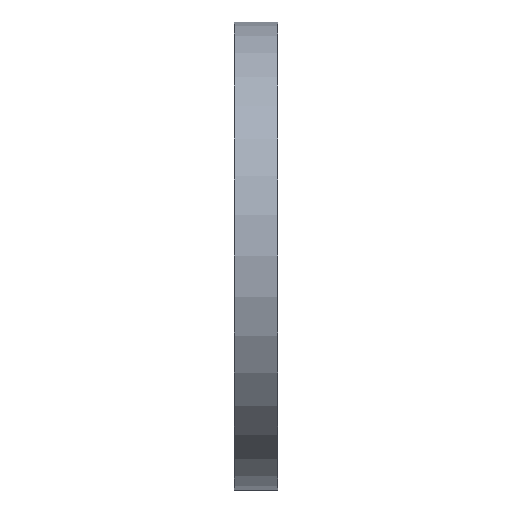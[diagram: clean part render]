
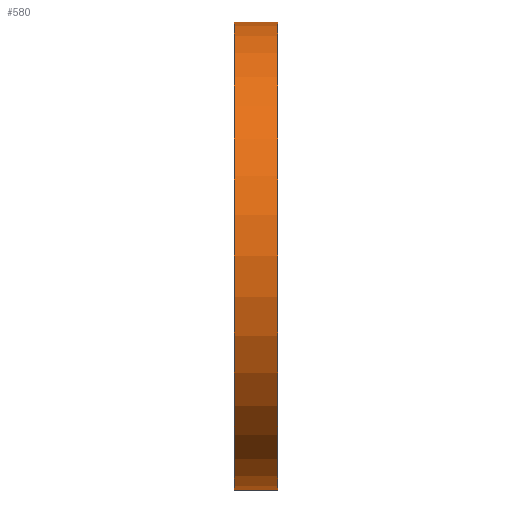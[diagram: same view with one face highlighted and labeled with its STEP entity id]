
A CAD part, front view. The second image highlights one B-rep face of the part: STEP entity #580.
In plain terms, the highlighted cylindrical face has radius 241.3 mm (diameter 482.6 mm), a partial arc.
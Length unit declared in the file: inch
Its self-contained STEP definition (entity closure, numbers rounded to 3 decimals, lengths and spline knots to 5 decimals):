
#12 = EDGE_LOOP ( 'NONE', ( #519, #1103, #924, #1581 ) ) ;
#16 = EDGE_CURVE ( 'NONE', #654, #59, #1350, .T. ) ;
#59 = VERTEX_POINT ( 'NONE', #1376 ) ;
#107 = DIRECTION ( 'NONE',  ( -1., 0., 0. ) ) ;
#162 = CARTESIAN_POINT ( 'NONE',  ( 1.8125, 0., 9.5 ) ) ;
#177 = VERTEX_POINT ( 'NONE', #811 ) ;
#185 = DIRECTION ( 'NONE',  ( -1., 0., 0. ) ) ;
#206 = DIRECTION ( 'NONE',  ( 0., 0., 1. ) ) ;
#277 = CYLINDRICAL_SURFACE ( 'NONE', #696, 9.5 ) ;
#298 = CARTESIAN_POINT ( 'NONE',  ( 0., 0., -9.5 ) ) ;
#315 = LINE ( 'NONE', #298, #479 ) ;
#370 = CARTESIAN_POINT ( 'NONE',  ( 0.0625, 0., 0. ) ) ;
#462 = CARTESIAN_POINT ( 'NONE',  ( 1.8125, 0., 0. ) ) ;
#469 = CARTESIAN_POINT ( 'NONE',  ( 0., 0., 9.5 ) ) ;
#479 = VECTOR ( 'NONE', #958, 39.37008 ) ;
#519 = ORIENTED_EDGE ( 'NONE', *, *, #1514, .F. ) ;
#580 = ADVANCED_FACE ( 'NONE', ( #820 ), #277, .T. ) ;
#654 = VERTEX_POINT ( 'NONE', #162 ) ;
#696 = AXIS2_PLACEMENT_3D ( 'NONE', #1175, #1181, #1191 ) ;
#731 = EDGE_CURVE ( 'NONE', #177, #654, #1521, .T. ) ;
#756 = CIRCLE ( 'NONE', #1629, 9.5 ) ;
#811 = CARTESIAN_POINT ( 'NONE',  ( 1.8125, 0., -9.5 ) ) ;
#820 = FACE_OUTER_BOUND ( 'NONE', #12, .T. ) ;
#924 = ORIENTED_EDGE ( 'NONE', *, *, #16, .T. ) ;
#958 = DIRECTION ( 'NONE',  ( -1., 0., 0. ) ) ;
#971 = CARTESIAN_POINT ( 'NONE',  ( 0.0625, 0., -9.5 ) ) ;
#1098 = VERTEX_POINT ( 'NONE', #971 ) ;
#1103 = ORIENTED_EDGE ( 'NONE', *, *, #731, .T. ) ;
#1175 = CARTESIAN_POINT ( 'NONE',  ( 0., 0., 0. ) ) ;
#1181 = DIRECTION ( 'NONE',  ( -1., 0., 0. ) ) ;
#1191 = DIRECTION ( 'NONE',  ( 0., 0., 1. ) ) ;
#1288 = EDGE_CURVE ( 'NONE', #1098, #59, #756, .T. ) ;
#1303 = VECTOR ( 'NONE', #1658, 39.37008 ) ;
#1307 = AXIS2_PLACEMENT_3D ( 'NONE', #462, #185, #1465 ) ;
#1350 = LINE ( 'NONE', #469, #1303 ) ;
#1376 = CARTESIAN_POINT ( 'NONE',  ( 0.0625, 0., 9.5 ) ) ;
#1465 = DIRECTION ( 'NONE',  ( 0., 0., 1. ) ) ;
#1514 = EDGE_CURVE ( 'NONE', #177, #1098, #315, .T. ) ;
#1521 = CIRCLE ( 'NONE', #1307, 9.5 ) ;
#1581 = ORIENTED_EDGE ( 'NONE', *, *, #1288, .F. ) ;
#1629 = AXIS2_PLACEMENT_3D ( 'NONE', #370, #107, #206 ) ;
#1658 = DIRECTION ( 'NONE',  ( -1., 0., 0. ) ) ;
